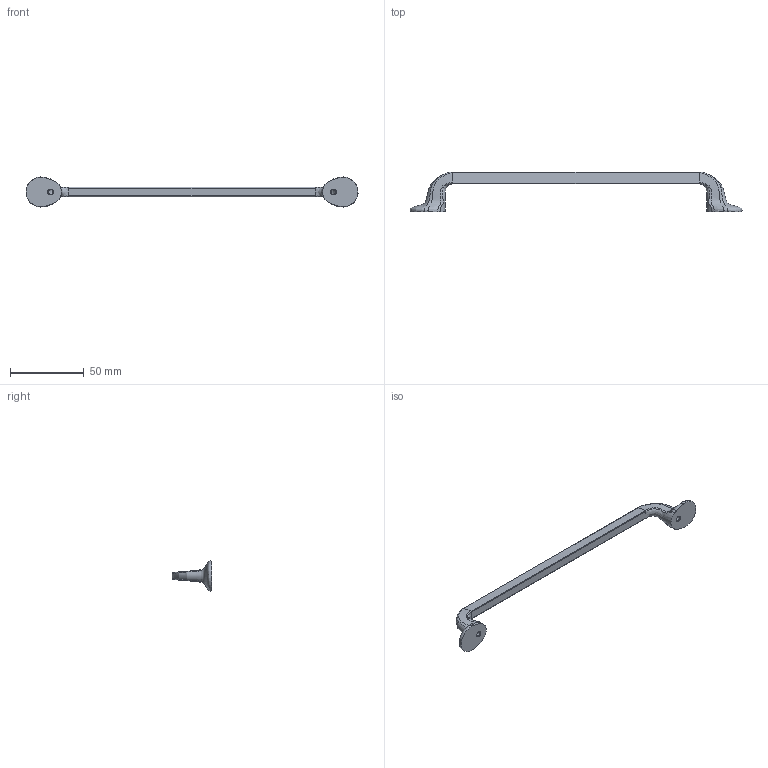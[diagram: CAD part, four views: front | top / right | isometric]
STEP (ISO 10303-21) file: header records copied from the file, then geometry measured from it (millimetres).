
FILE_DESCRIPTION(/* description */ (''),/* implementation_level */ '2;1');
FILE_NAME(/* name */ 'UZ-FABRICIO-192.stp',/* time_stamp */ '2023-08-25T11:32:12+02:00',/* author */ ('tomaszw'),/* organization */ (''),/* preprocessor_version */ 'ST-DEVELOPER v19.2',/* originating_system */ 'Autodesk Inventor 2023',/* authorisation */ '');
FILE_SCHEMA (('AUTOMOTIVE_DESIGN { 1 0 10303 214 3 1 1 }'));
Length unit declared in the file: millimetre
Products named in the file (1): UZ-FABRICIO-192-20M
Bounding box: 225.6 x 27.02 x 20.41 mm (x, y, z)
Volume: 13229.4 mm3; surface area: 7739.4 mm2
Topology: 1 solids, 1 shells, 32 faces, 92 edges, 62 vertices
Faces by surface type: bspline 16, cylinder 6, plane 6, cone 4
Full cylindrical faces by diameter (mm): 3.242 x2
Entity records: 6041 total; most frequent: CARTESIAN_POINT 5239, ORIENTED_EDGE 180, DIRECTION 126, EDGE_CURVE 90, VERTEX_POINT 62, AXIS2_PLACEMENT_3D 51, EDGE_LOOP 34, CIRCLE 34
